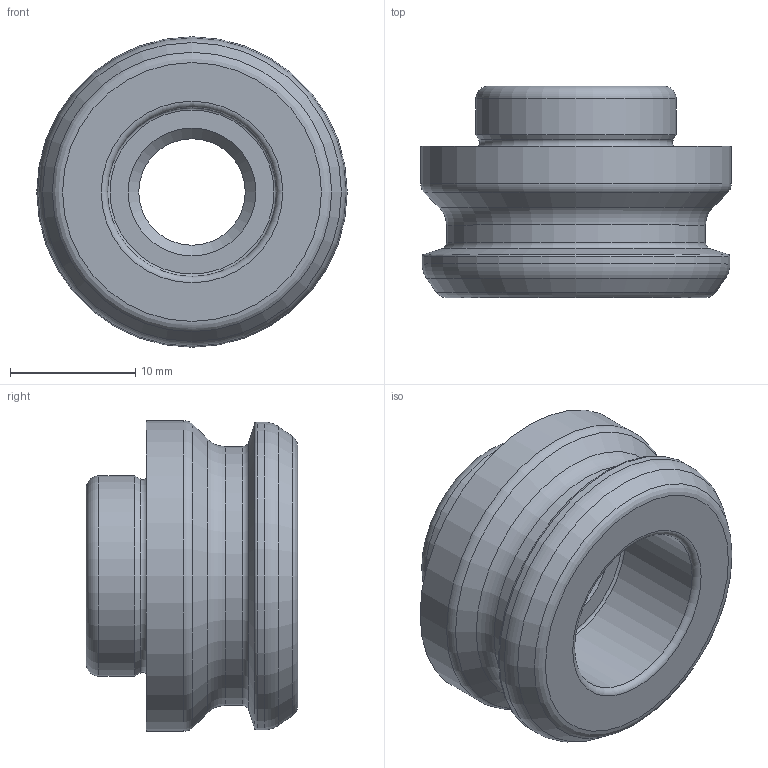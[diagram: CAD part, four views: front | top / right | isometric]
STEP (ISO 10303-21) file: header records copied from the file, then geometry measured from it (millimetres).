
FILE_DESCRIPTION (( 'STEP AP214' ), '1' );
FILE_NAME ('STARK_7000 105_A.STEP', '2020-11-10T16:13:48', ( '' ), ( '' ), 'SwSTEP 2.0', 'SolidWorks 2019', '' );
FILE_SCHEMA (( 'AUTOMOTIVE_DESIGN' ));
Length unit declared in the file: millimetre
Products named in the file (1): STARK_7000 105_A
Bounding box: 24.8 x 16.9 x 24.8 mm (x, y, z)
Volume: 4337.9 mm3; surface area: 2569.7 mm2
Topology: 1 solids, 1 shells, 29 faces, 56 edges, 31 vertices
Faces by surface type: torus 11, cylinder 7, cone 7, plane 4
Full cylindrical faces by diameter (mm): 8.5 x1, 10.3 x1, 13.5 x1, 16 x1, 20.7 x1, 24.6 x1, 24.8 x1
Entity records: 633 total; most frequent: DIRECTION 118, CARTESIAN_POINT 88, AXIS2_PLACEMENT_3D 59, ORIENTED_EDGE 58, EDGE_LOOP 58, FACE_OUTER_BOUND 47, EDGE_CURVE 29, VERTEX_POINT 29
